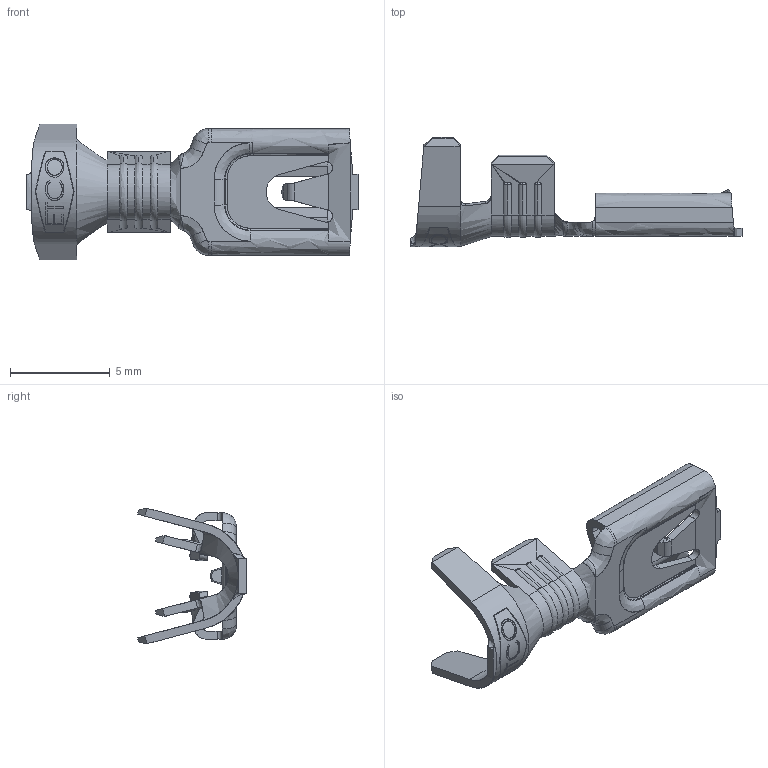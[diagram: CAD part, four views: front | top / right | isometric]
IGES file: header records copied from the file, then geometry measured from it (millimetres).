
Start section: SolidWorks IGES file using analytic representation for surfaces
Global section: file name: 06987.IGS; native system: SolidWorks 2014; preprocessor: SolidWorks 2014; author: sjohnson; date: 150217.094108; units: inch
Bounding box: 16.64 x 5.46 x 6.81 mm (x, y, z)
Surface area: 377.1 mm2 (no closed solid volume)
Topology: 0 solids, 0 shells, 335 faces, 2488 edges, 2481 vertices
Faces by surface type: bspline 250, revolution 85
